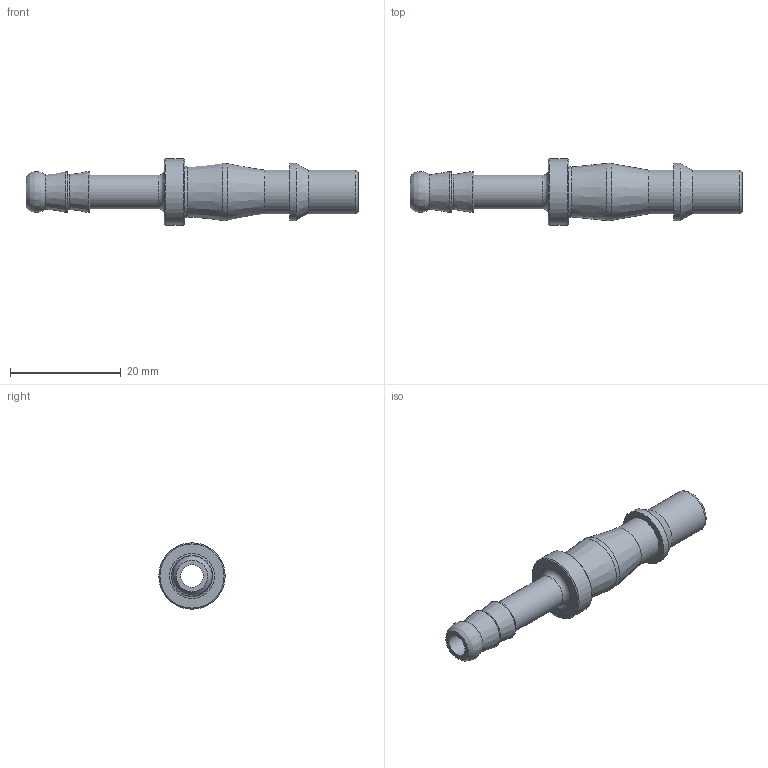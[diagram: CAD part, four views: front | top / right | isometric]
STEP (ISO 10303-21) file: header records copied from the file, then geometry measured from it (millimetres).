
FILE_DESCRIPTION((''),'2;1');
FILE_NAME('19sftf06sxn.stp','2014-12-01T08:23:57',('IA176480'),(''),'Autodesk Inventor 2013','Autodesk Inventor 2013','');
FILE_SCHEMA(('AUTOMOTIVE_DESIGN { 1 0 10303 214 1 1 1 1 }'));
Length unit declared in the file: millimetre
Products named in the file (1): D112923
Bounding box: 60 x 12 x 12 mm (x, y, z)
Volume: 2018.1 mm3; surface area: 2650.9 mm2
Topology: 1 solids, 1 shells, 29 faces, 54 edges, 31 vertices
Faces by surface type: cone 8, cylinder 7, plane 6, torus 5, bspline 3
Full cylindrical faces by diameter (mm): 4.1 x1, 5.5 x1, 6.1 x1, 7.9 x2, 10.35 x1, 12 x1
Entity records: 757 total; most frequent: CARTESIAN_POINT 243, DIRECTION 110, ORIENTED_EDGE 60, EDGE_LOOP 57, AXIS2_PLACEMENT_3D 55, EDGE_CURVE 30, VERTEX_POINT 29, FACE_OUTER_BOUND 29
